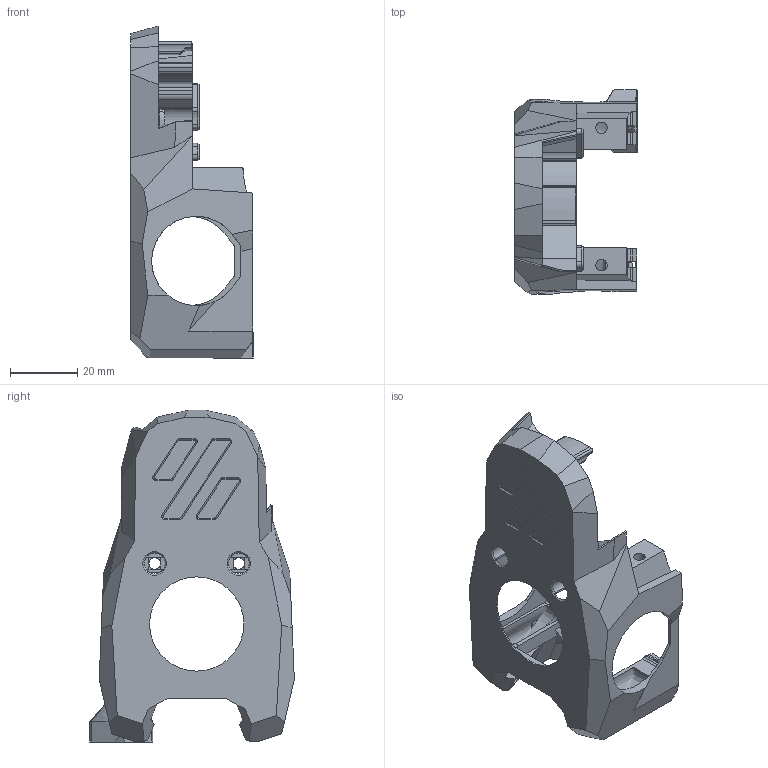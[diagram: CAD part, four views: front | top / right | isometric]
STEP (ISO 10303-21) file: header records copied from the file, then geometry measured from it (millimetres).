
FILE_DESCRIPTION(/* description */ (''),/* implementation_level */ '2;1');
FILE_NAME(/* name */ 'V0.2 Master Assembly RC1_Front Cowling.step',/* time_stamp */ '2023-01-21T03:06:57+01:00',/* author */ (''),/* organization */ (''),/* preprocessor_version */ 'ST-DEVELOPER v19.2',/* originating_system */ 'Autodesk Translation Framework v11.17.0.187',/* authorisation */ '');
FILE_SCHEMA (('AUTOMOTIVE_DESIGN { 1 0 10303 214 3 1 1 }'));
Length unit declared in the file: millimetre
Products named in the file (1): V0.2 Master Assembly RC1_Front Cowling
Bounding box: 36.33 x 60.76 x 98.59 mm (x, y, z)
Volume: 39967.2 mm3; surface area: 21538.7 mm2
Topology: 1 solids, 2 shells, 497 faces, 1363 edges, 864 vertices
Faces by surface type: plane 291, cylinder 124, cone 47, bspline 29, sphere 4, torus 2
Full cylindrical faces by diameter (mm): 3.4 x4, 3.7 x1, 4.7 x3, 6 x6, 6.35 x1, 8.1 x1, 28 x1
Entity records: 20845 total; most frequent: CARTESIAN_POINT 8201, ORIENTED_EDGE 2720, DIRECTION 2550, EDGE_CURVE 1360, LINE 888, VECTOR 888, VERTEX_POINT 864, AXIS2_PLACEMENT_3D 831
